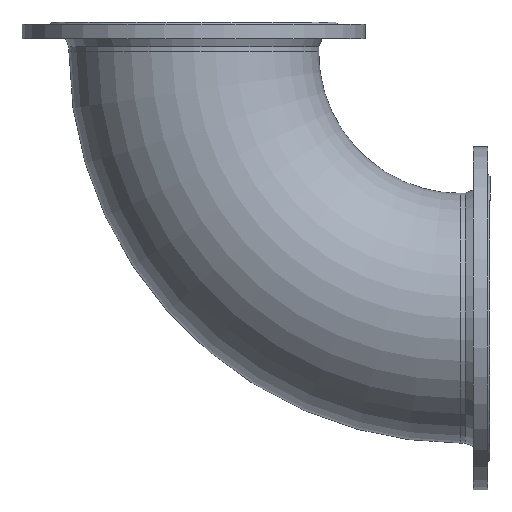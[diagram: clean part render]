
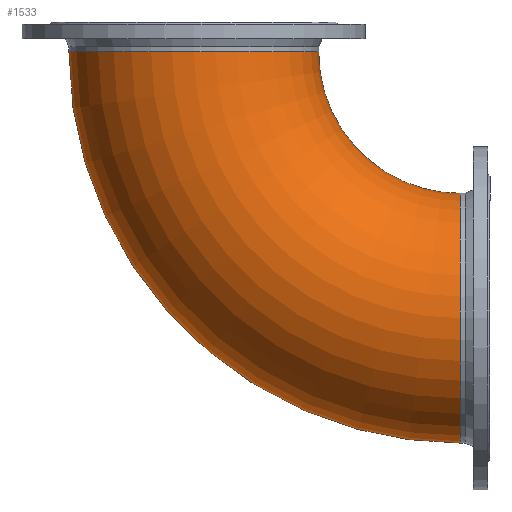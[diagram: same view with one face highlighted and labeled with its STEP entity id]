
A CAD part, front view. The second image highlights one B-rep face of the part: STEP entity #1533.
In plain terms, the highlighted toroidal (fillet/blend) face has major radius 450 mm and minor radius 210.8 mm.
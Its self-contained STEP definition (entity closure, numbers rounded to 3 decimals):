
#1 = AXIS2_PLACEMENT_3D ( 'NONE', #1299, #1300, #1301 ) ;
#6 = AXIS2_PLACEMENT_3D ( 'NONE', #602, #603, #604 ) ;
#84 = AXIS2_PLACEMENT_3D ( 'NONE', #481, #480, #483 ) ;
#377 = TOROIDAL_SURFACE ( 'NONE', #84, 450., 210.8 ) ;
#382 = FACE_OUTER_BOUND ( 'NONE', #1016, .T. ) ;
#387 = FACE_OUTER_BOUND ( 'NONE', #1039, .T. ) ;
#439 = VERTEX_POINT ( 'NONE', #536 ) ;
#444 = VERTEX_POINT ( 'NONE', #541 ) ;
#480 = DIRECTION ( 'NONE',  ( 0., -1., 0. ) ) ;
#481 = CARTESIAN_POINT ( 'NONE',  ( 450., 0., -46. ) ) ;
#483 = DIRECTION ( 'NONE',  ( 0., 0., -1. ) ) ;
#536 = CARTESIAN_POINT ( 'NONE',  ( 210.8, 0., -46. ) ) ;
#541 = CARTESIAN_POINT ( 'NONE',  ( 450., 0., -285.2 ) ) ;
#602 = CARTESIAN_POINT ( 'NONE',  ( 450., 0., -496. ) ) ;
#603 = DIRECTION ( 'NONE',  ( -1., 0., 0. ) ) ;
#604 = DIRECTION ( 'NONE',  ( 0., 0., 1. ) ) ;
#1016 = EDGE_LOOP ( 'NONE', ( #1472 ) ) ;
#1039 = EDGE_LOOP ( 'NONE', ( #1161 ) ) ;
#1108 = CIRCLE ( 'NONE', #1, 210.8 ) ;
#1113 = CIRCLE ( 'NONE', #6, 210.8 ) ;
#1161 = ORIENTED_EDGE ( 'NONE', *, *, #1364, .T. ) ;
#1299 = CARTESIAN_POINT ( 'NONE',  ( 0., 0., -46. ) ) ;
#1300 = DIRECTION ( 'NONE',  ( 0., 0., 1. ) ) ;
#1301 = DIRECTION ( 'NONE',  ( 1., 0., 0. ) ) ;
#1359 = EDGE_CURVE ( 'NONE', #439, #439, #1108, .T. ) ;
#1364 = EDGE_CURVE ( 'NONE', #444, #444, #1113, .T. ) ;
#1472 = ORIENTED_EDGE ( 'NONE', *, *, #1359, .F. ) ;
#1533 = ADVANCED_FACE ( 'NONE', ( #382, #387 ), #377, .T. ) ;
